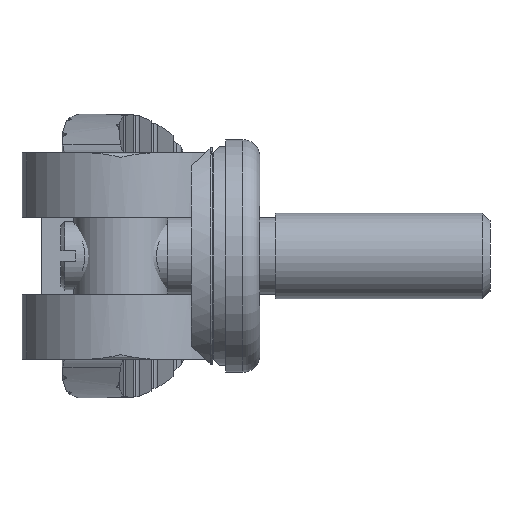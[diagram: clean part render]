
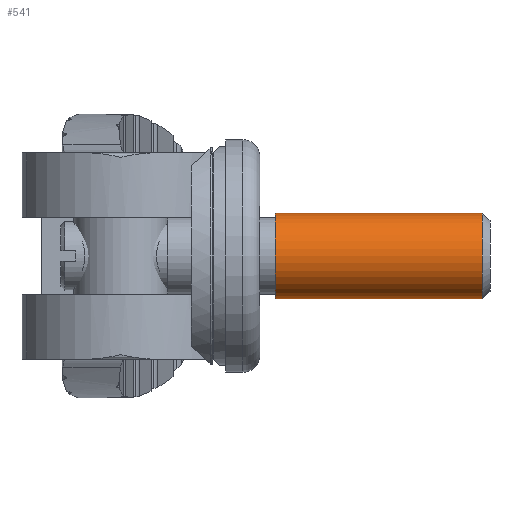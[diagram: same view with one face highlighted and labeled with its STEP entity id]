
A CAD part, left-side view. The second image highlights one B-rep face of the part: STEP entity #541.
In plain terms, the highlighted cylindrical face has radius 5 mm (diameter 10 mm), a full revolution.
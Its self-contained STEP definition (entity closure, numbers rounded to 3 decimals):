
#541 = ADVANCED_FACE( '', ( #1055, #1056 ), #1057, .T. );
#1055 = FACE_OUTER_BOUND( '', #1558, .T. );
#1056 = FACE_OUTER_BOUND( '', #1559, .T. );
#1057 = CYLINDRICAL_SURFACE( '', #1560, 5. );
#1558 = EDGE_LOOP( '', ( #2774 ) );
#1559 = EDGE_LOOP( '', ( #2775 ) );
#1560 = AXIS2_PLACEMENT_3D( '', #2776, #2777, #2778 );
#2774 = ORIENTED_EDGE( '', *, *, #3222, .F. );
#2775 = ORIENTED_EDGE( '', *, *, #3442, .T. );
#2776 = CARTESIAN_POINT( '', ( 0., 0., 0. ) );
#2777 = DIRECTION( '', ( 0., 1., 0. ) );
#2778 = DIRECTION( '', ( 0., 0., -1. ) );
#3222 = EDGE_CURVE( '', #3911, #3911, #3912, .T. );
#3442 = EDGE_CURVE( '', #4232, #4232, #4233, .T. );
#3911 = VERTEX_POINT( '', #5260 );
#3912 = CIRCLE( '', #5261, 5. );
#4232 = VERTEX_POINT( '', #6001 );
#4233 = CIRCLE( '', #6002, 5. );
#5260 = CARTESIAN_POINT( '', ( 0., 0.92, -5. ) );
#5261 = AXIS2_PLACEMENT_3D( '', #6409, #6410, #6411 );
#6001 = CARTESIAN_POINT( '', ( 0., 25., -5. ) );
#6002 = AXIS2_PLACEMENT_3D( '', #6600, #6601, #6602 );
#6409 = CARTESIAN_POINT( '', ( 0., 0.92, 0. ) );
#6410 = DIRECTION( '', ( 0., -1., 0. ) );
#6411 = DIRECTION( '', ( 0., 0., -1. ) );
#6600 = CARTESIAN_POINT( '', ( 0., 25., 0. ) );
#6601 = DIRECTION( '', ( 0., -1., 0. ) );
#6602 = DIRECTION( '', ( 0., 0., -1. ) );
